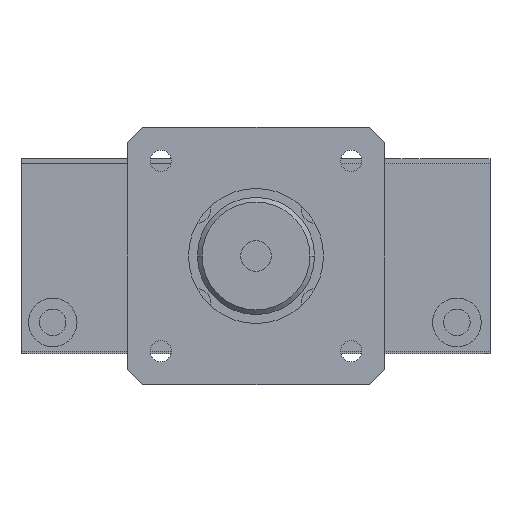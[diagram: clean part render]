
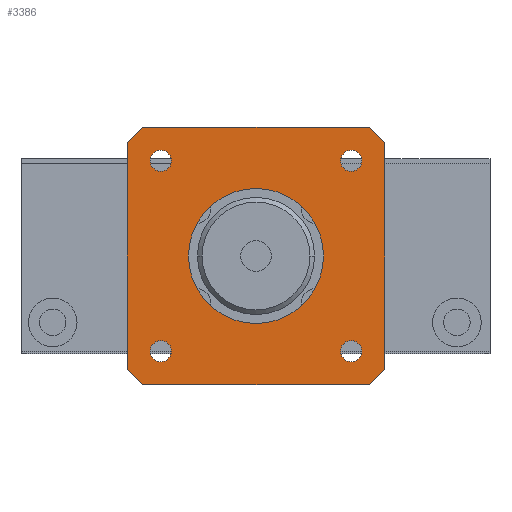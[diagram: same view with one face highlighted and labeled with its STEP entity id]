
A CAD part, front view. The second image highlights one B-rep face of the part: STEP entity #3386.
In plain terms, the highlighted planar face has unit normal (0, -1, 0).
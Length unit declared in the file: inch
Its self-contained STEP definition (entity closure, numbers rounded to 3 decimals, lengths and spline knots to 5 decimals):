
#1955=CARTESIAN_POINT('',(-0.542,-0.125,-0.61));
#1956=VERTEX_POINT('',#1955);
#1972=CARTESIAN_POINT('',(-0.678,-0.125,-0.61));
#1973=VERTEX_POINT('',#1972);
#1980=CARTESIAN_POINT('',(-0.61,-0.125,-0.61));
#1981=DIRECTION('',(0.0,1.0,0.0));
#1982=DIRECTION('',(1.0,0.0,0.0));
#1983=AXIS2_PLACEMENT_3D('',#1980,#1981,#1982);
#1984=CIRCLE('',#1983,0.068);
#1985=EDGE_CURVE('',#1956,#1973,#1984,.T.);
#2018=CARTESIAN_POINT('',(0.678,-0.125,0.61));
#2019=VERTEX_POINT('',#2018);
#2035=CARTESIAN_POINT('',(0.542,-0.125,0.61));
#2036=VERTEX_POINT('',#2035);
#2043=CARTESIAN_POINT('',(0.61,-0.125,0.61));
#2044=DIRECTION('',(0.0,1.0,0.0));
#2045=DIRECTION('',(1.0,0.0,0.0));
#2046=AXIS2_PLACEMENT_3D('',#2043,#2044,#2045);
#2047=CIRCLE('',#2046,0.068);
#2048=EDGE_CURVE('',#2019,#2036,#2047,.T.);
#2081=CARTESIAN_POINT('',(0.678,-0.125,-0.61));
#2082=VERTEX_POINT('',#2081);
#2098=CARTESIAN_POINT('',(0.542,-0.125,-0.61));
#2099=VERTEX_POINT('',#2098);
#2106=CARTESIAN_POINT('',(0.61,-0.125,-0.61));
#2107=DIRECTION('',(0.0,1.0,0.0));
#2108=DIRECTION('',(1.0,0.0,0.0));
#2109=AXIS2_PLACEMENT_3D('',#2106,#2107,#2108);
#2110=CIRCLE('',#2109,0.068);
#2111=EDGE_CURVE('',#2082,#2099,#2110,.T.);
#2144=CARTESIAN_POINT('',(-0.542,-0.125,0.61));
#2145=VERTEX_POINT('',#2144);
#2161=CARTESIAN_POINT('',(-0.678,-0.125,0.61));
#2162=VERTEX_POINT('',#2161);
#2169=CARTESIAN_POINT('',(-0.61,-0.125,0.61));
#2170=DIRECTION('',(0.0,1.0,0.0));
#2171=DIRECTION('',(1.0,0.0,0.0));
#2172=AXIS2_PLACEMENT_3D('',#2169,#2170,#2171);
#2173=CIRCLE('',#2172,0.068);
#2174=EDGE_CURVE('',#2145,#2162,#2173,.T.);
#2184=CARTESIAN_POINT('',(-0.433,-0.125,0.));
#2185=VERTEX_POINT('',#2184);
#2194=CARTESIAN_POINT('',(0.433,-0.125,0.));
#2195=VERTEX_POINT('',#2194);
#2196=CARTESIAN_POINT('',(0.0,-0.125,0.));
#2197=DIRECTION('',(0.0,1.0,0.0));
#2198=DIRECTION('',(-1.0,0.0,0.0));
#2199=AXIS2_PLACEMENT_3D('',#2196,#2197,#2198);
#2200=CIRCLE('',#2199,0.433);
#2201=EDGE_CURVE('',#2195,#2185,#2200,.T.);
#2601=CARTESIAN_POINT('',(0.0,-0.125,0.));
#2602=DIRECTION('',(0.0,1.0,0.0));
#2603=DIRECTION('',(-1.0,0.0,0.0));
#2604=AXIS2_PLACEMENT_3D('',#2601,#2602,#2603);
#2605=CIRCLE('',#2604,0.433);
#2606=EDGE_CURVE('',#2185,#2195,#2605,.T.);
#2638=CARTESIAN_POINT('',(-0.61,-0.125,0.61));
#2639=DIRECTION('',(0.0,1.0,0.0));
#2640=DIRECTION('',(1.0,0.0,0.0));
#2641=AXIS2_PLACEMENT_3D('',#2638,#2639,#2640);
#2642=CIRCLE('',#2641,0.068);
#2643=EDGE_CURVE('',#2162,#2145,#2642,.T.);
#2677=CARTESIAN_POINT('',(0.61,-0.125,-0.61));
#2678=DIRECTION('',(0.0,1.0,0.0));
#2679=DIRECTION('',(1.0,0.0,0.0));
#2680=AXIS2_PLACEMENT_3D('',#2677,#2678,#2679);
#2681=CIRCLE('',#2680,0.068);
#2682=EDGE_CURVE('',#2099,#2082,#2681,.T.);
#2716=CARTESIAN_POINT('',(0.61,-0.125,0.61));
#2717=DIRECTION('',(0.0,1.0,0.0));
#2718=DIRECTION('',(1.0,0.0,0.0));
#2719=AXIS2_PLACEMENT_3D('',#2716,#2717,#2718);
#2720=CIRCLE('',#2719,0.068);
#2721=EDGE_CURVE('',#2036,#2019,#2720,.T.);
#2755=CARTESIAN_POINT('',(-0.61,-0.125,-0.61));
#2756=DIRECTION('',(0.0,1.0,0.0));
#2757=DIRECTION('',(1.0,0.0,0.0));
#2758=AXIS2_PLACEMENT_3D('',#2755,#2756,#2757);
#2759=CIRCLE('',#2758,0.068);
#2760=EDGE_CURVE('',#1973,#1956,#2759,.T.);
#3165=CARTESIAN_POINT('',(-0.825,-0.125,-0.725));
#3166=VERTEX_POINT('',#3165);
#3173=CARTESIAN_POINT('',(-0.825,-0.125,0.725));
#3174=VERTEX_POINT('',#3173);
#3175=CARTESIAN_POINT('',(-0.825,-0.125,0.725));
#3176=DIRECTION('',(0.0,0.0,-1.0));
#3177=VECTOR('',#3176,1.45);
#3178=LINE('',#3175,#3177);
#3179=EDGE_CURVE('',#3174,#3166,#3178,.T.);
#3196=CARTESIAN_POINT('',(-0.725,-0.125,-0.825));
#3197=VERTEX_POINT('',#3196);
#3204=CARTESIAN_POINT('',(-0.825,-0.125,-0.725));
#3205=DIRECTION('',(0.707,0.0,-0.707));
#3206=VECTOR('',#3205,0.14142);
#3207=LINE('',#3204,#3206);
#3208=EDGE_CURVE('',#3166,#3197,#3207,.T.);
#3220=CARTESIAN_POINT('',(0.725,-0.125,-0.825));
#3221=VERTEX_POINT('',#3220);
#3228=CARTESIAN_POINT('',(-0.725,-0.125,-0.825));
#3229=DIRECTION('',(1.0,0.0,0.0));
#3230=VECTOR('',#3229,1.45);
#3231=LINE('',#3228,#3230);
#3232=EDGE_CURVE('',#3197,#3221,#3231,.T.);
#3244=CARTESIAN_POINT('',(0.825,-0.125,-0.725));
#3245=VERTEX_POINT('',#3244);
#3252=CARTESIAN_POINT('',(0.725,-0.125,-0.825));
#3253=DIRECTION('',(0.707,0.0,0.707));
#3254=VECTOR('',#3253,0.14142);
#3255=LINE('',#3252,#3254);
#3256=EDGE_CURVE('',#3221,#3245,#3255,.T.);
#3268=CARTESIAN_POINT('',(0.825,-0.125,0.725));
#3269=VERTEX_POINT('',#3268);
#3276=CARTESIAN_POINT('',(0.825,-0.125,-0.725));
#3277=DIRECTION('',(0.0,0.0,1.0));
#3278=VECTOR('',#3277,1.45);
#3279=LINE('',#3276,#3278);
#3280=EDGE_CURVE('',#3245,#3269,#3279,.T.);
#3292=CARTESIAN_POINT('',(0.725,-0.125,0.825));
#3293=VERTEX_POINT('',#3292);
#3300=CARTESIAN_POINT('',(0.825,-0.125,0.725));
#3301=DIRECTION('',(-0.707,0.0,0.707));
#3302=VECTOR('',#3301,0.14142);
#3303=LINE('',#3300,#3302);
#3304=EDGE_CURVE('',#3269,#3293,#3303,.T.);
#3316=CARTESIAN_POINT('',(-0.725,-0.125,0.825));
#3317=VERTEX_POINT('',#3316);
#3324=CARTESIAN_POINT('',(0.725,-0.125,0.825));
#3325=DIRECTION('',(-1.0,0.0,0.0));
#3326=VECTOR('',#3325,1.45);
#3327=LINE('',#3324,#3326);
#3328=EDGE_CURVE('',#3293,#3317,#3327,.T.);
#3341=CARTESIAN_POINT('',(-0.725,-0.125,0.825));
#3342=DIRECTION('',(-0.707,0.0,-0.707));
#3343=VECTOR('',#3342,0.14142);
#3344=LINE('',#3341,#3343);
#3345=EDGE_CURVE('',#3317,#3174,#3344,.T.);
#3351=CARTESIAN_POINT('',(0.,-0.125,0.));
#3352=DIRECTION('',(0.0,1.0,0.0));
#3353=DIRECTION('',(0.0,0.0,1.0));
#3354=AXIS2_PLACEMENT_3D('',#3351,#3352,#3353);
#3355=PLANE('',#3354);
#3356=ORIENTED_EDGE('',*,*,#3345,.T.);
#3357=ORIENTED_EDGE('',*,*,#3179,.T.);
#3358=ORIENTED_EDGE('',*,*,#3208,.T.);
#3359=ORIENTED_EDGE('',*,*,#3232,.T.);
#3360=ORIENTED_EDGE('',*,*,#3256,.T.);
#3361=ORIENTED_EDGE('',*,*,#3280,.T.);
#3362=ORIENTED_EDGE('',*,*,#3304,.T.);
#3363=ORIENTED_EDGE('',*,*,#3328,.T.);
#3364=EDGE_LOOP('',(#3356,#3357,#3358,#3359,#3360,#3361,#3362,#3363));
#3365=FACE_OUTER_BOUND('',#3364,.T.);
#3366=ORIENTED_EDGE('',*,*,#2201,.T.);
#3367=ORIENTED_EDGE('',*,*,#2606,.T.);
#3368=EDGE_LOOP('',(#3366,#3367));
#3369=FACE_BOUND('',#3368,.T.);
#3370=ORIENTED_EDGE('',*,*,#2174,.T.);
#3371=ORIENTED_EDGE('',*,*,#2643,.T.);
#3372=EDGE_LOOP('',(#3370,#3371));
#3373=FACE_BOUND('',#3372,.T.);
#3374=ORIENTED_EDGE('',*,*,#2111,.T.);
#3375=ORIENTED_EDGE('',*,*,#2682,.T.);
#3376=EDGE_LOOP('',(#3374,#3375));
#3377=FACE_BOUND('',#3376,.T.);
#3378=ORIENTED_EDGE('',*,*,#2048,.T.);
#3379=ORIENTED_EDGE('',*,*,#2721,.T.);
#3380=EDGE_LOOP('',(#3378,#3379));
#3381=FACE_BOUND('',#3380,.T.);
#3382=ORIENTED_EDGE('',*,*,#1985,.T.);
#3383=ORIENTED_EDGE('',*,*,#2760,.T.);
#3384=EDGE_LOOP('',(#3382,#3383));
#3385=FACE_BOUND('',#3384,.T.);
#3386=ADVANCED_FACE('',(#3365,#3369,#3373,#3377,#3381,#3385),#3355,.F.);
